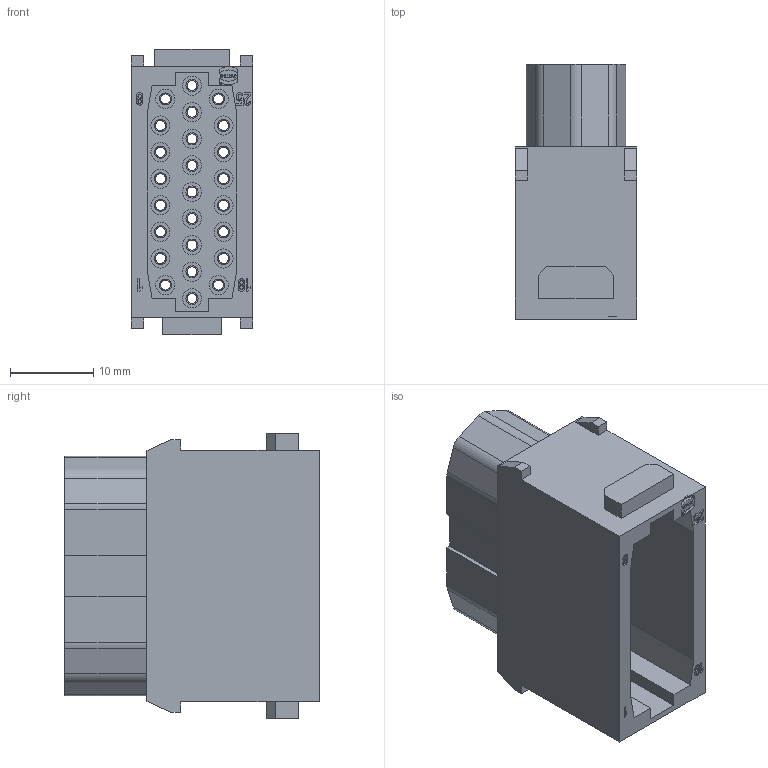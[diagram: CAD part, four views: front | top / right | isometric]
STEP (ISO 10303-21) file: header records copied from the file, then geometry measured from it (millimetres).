
FILE_DESCRIPTION(/* description */ (''),/* implementation_level */ '2;1');
FILE_NAME(/* name */ '100097705ugm000_b.stp',/* time_stamp */ '2017-11-03T15:03:20+01:00',/* author */ (''),/* organization */ (''),/* preprocessor_version */ 'ST-DEVELOPER v16',/* originating_system */ 'SIEMENS PLM Software NX 10.0',/* authorisation */ '');
FILE_SCHEMA (('AUTOMOTIVE_DESIGN { 1 0 10303 214 3 1 1 1 }'));
Length unit declared in the file: millimetre
Products named in the file (1): 100097705ugm000_b
Bounding box: 14.6 x 30.65 x 34.4 mm (x, y, z)
Volume: 7254.8 mm3; surface area: 7224.7 mm2
Topology: 1 solids, 1 shells, 583 faces, 1326 edges, 910 vertices
Faces by surface type: plane 382, cylinder 201
Full cylindrical faces by diameter (mm): 0.205 x1, 0.227 x1, 1.2 x25, 1.45 x25, 1.85 x25, 2.13 x25, 2.3 x25
Entity records: 16764 total; most frequent: DIRECTION 2769, CARTESIAN_POINT 2693, ORIENTED_EDGE 2398, EDGE_CURVE 1199, AXIS2_PLACEMENT_3D 986, EDGE_LOOP 899, VERTEX_POINT 884, LINE 797
